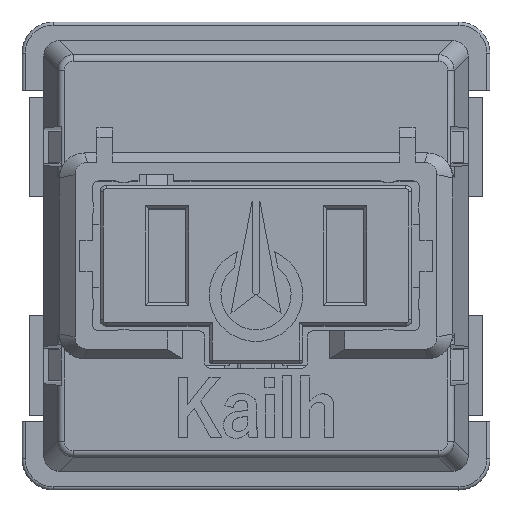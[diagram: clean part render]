
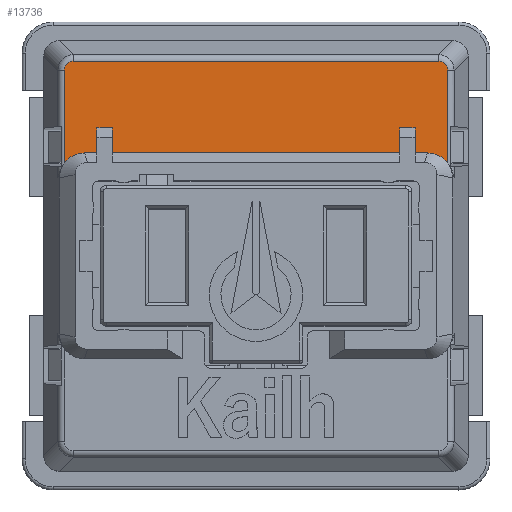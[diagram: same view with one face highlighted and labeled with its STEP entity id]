
A CAD part, top view. The second image highlights one B-rep face of the part: STEP entity #13736.
In plain terms, the highlighted planar face has unit normal (0, 0, 1).
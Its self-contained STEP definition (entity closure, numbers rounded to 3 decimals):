
#10080 = VERTEX_POINT('',#10081);
#10081 = CARTESIAN_POINT('',(6.142,2.977,2.));
#10098 = VERTEX_POINT('',#10099);
#10099 = CARTESIAN_POINT('',(6.142,5.95,2.));
#10106 = EDGE_CURVE('',#10080,#10098,#10107,.T.);
#10107 = LINE('',#10108,#10109);
#10108 = CARTESIAN_POINT('',(6.142,2.5,2.));
#10109 = VECTOR('',#10110,1.);
#10110 = DIRECTION('',(0.,1.,0.));
#10864 = VERTEX_POINT('',#10865);
#10865 = CARTESIAN_POINT('',(-6.142,2.977,2.));
#10882 = EDGE_CURVE('',#10864,#10883,#10885,.T.);
#10883 = VERTEX_POINT('',#10884);
#10884 = CARTESIAN_POINT('',(-6.142,5.95,2.));
#10885 = LINE('',#10886,#10887);
#10886 = CARTESIAN_POINT('',(-6.142,2.5,2.));
#10887 = VECTOR('',#10888,1.);
#10888 = DIRECTION('',(0.,1.,0.));
#13736 = ADVANCED_FACE('',(#13737),#13853,.T.);
#13737 = FACE_BOUND('',#13738,.T.);
#13738 = EDGE_LOOP('',(#13739,#13740,#13749,#13757,#13765,#13773,#13781,
    #13789,#13797,#13805,#13813,#13821,#13828,#13829,#13838,#13846));
#13739 = ORIENTED_EDGE('',*,*,#10882,.F.);
#13740 = ORIENTED_EDGE('',*,*,#13741,.F.);
#13741 = EDGE_CURVE('',#13742,#10864,#13744,.T.);
#13742 = VERTEX_POINT('',#13743);
#13743 = CARTESIAN_POINT('',(-5.5,3.3,2.));
#13744 = CIRCLE('',#13745,0.8);
#13745 = AXIS2_PLACEMENT_3D('',#13746,#13747,#13748);
#13746 = CARTESIAN_POINT('',(-5.5,2.5,2.));
#13747 = DIRECTION('',(0.,0.,1.));
#13748 = DIRECTION('',(1.,0.,-0.));
#13749 = ORIENTED_EDGE('',*,*,#13750,.T.);
#13750 = EDGE_CURVE('',#13742,#13751,#13753,.T.);
#13751 = VERTEX_POINT('',#13752);
#13752 = CARTESIAN_POINT('',(-5.1,3.3,2.));
#13753 = LINE('',#13754,#13755);
#13754 = CARTESIAN_POINT('',(-5.5,3.3,2.));
#13755 = VECTOR('',#13756,1.);
#13756 = DIRECTION('',(1.,0.,0.));
#13757 = ORIENTED_EDGE('',*,*,#13758,.T.);
#13758 = EDGE_CURVE('',#13751,#13759,#13761,.T.);
#13759 = VERTEX_POINT('',#13760);
#13760 = CARTESIAN_POINT('',(-5.1,4.1,2.));
#13761 = LINE('',#13762,#13763);
#13762 = CARTESIAN_POINT('',(-5.1,3.3,2.));
#13763 = VECTOR('',#13764,1.);
#13764 = DIRECTION('',(0.,1.,0.));
#13765 = ORIENTED_EDGE('',*,*,#13766,.T.);
#13766 = EDGE_CURVE('',#13759,#13767,#13769,.T.);
#13767 = VERTEX_POINT('',#13768);
#13768 = CARTESIAN_POINT('',(-4.6,4.1,2.));
#13769 = LINE('',#13770,#13771);
#13770 = CARTESIAN_POINT('',(-5.1,4.1,2.));
#13771 = VECTOR('',#13772,1.);
#13772 = DIRECTION('',(1.,0.,0.));
#13773 = ORIENTED_EDGE('',*,*,#13774,.T.);
#13774 = EDGE_CURVE('',#13767,#13775,#13777,.T.);
#13775 = VERTEX_POINT('',#13776);
#13776 = CARTESIAN_POINT('',(-4.6,3.3,2.));
#13777 = LINE('',#13778,#13779);
#13778 = CARTESIAN_POINT('',(-4.6,4.1,2.));
#13779 = VECTOR('',#13780,1.);
#13780 = DIRECTION('',(0.,-1.,0.));
#13781 = ORIENTED_EDGE('',*,*,#13782,.T.);
#13782 = EDGE_CURVE('',#13775,#13783,#13785,.T.);
#13783 = VERTEX_POINT('',#13784);
#13784 = CARTESIAN_POINT('',(4.6,3.3,2.));
#13785 = LINE('',#13786,#13787);
#13786 = CARTESIAN_POINT('',(-4.6,3.3,2.));
#13787 = VECTOR('',#13788,1.);
#13788 = DIRECTION('',(1.,0.,0.));
#13789 = ORIENTED_EDGE('',*,*,#13790,.T.);
#13790 = EDGE_CURVE('',#13783,#13791,#13793,.T.);
#13791 = VERTEX_POINT('',#13792);
#13792 = CARTESIAN_POINT('',(4.6,4.1,2.));
#13793 = LINE('',#13794,#13795);
#13794 = CARTESIAN_POINT('',(4.6,3.3,2.));
#13795 = VECTOR('',#13796,1.);
#13796 = DIRECTION('',(0.,1.,0.));
#13797 = ORIENTED_EDGE('',*,*,#13798,.T.);
#13798 = EDGE_CURVE('',#13791,#13799,#13801,.T.);
#13799 = VERTEX_POINT('',#13800);
#13800 = CARTESIAN_POINT('',(5.1,4.1,2.));
#13801 = LINE('',#13802,#13803);
#13802 = CARTESIAN_POINT('',(4.6,4.1,2.));
#13803 = VECTOR('',#13804,1.);
#13804 = DIRECTION('',(1.,0.,0.));
#13805 = ORIENTED_EDGE('',*,*,#13806,.T.);
#13806 = EDGE_CURVE('',#13799,#13807,#13809,.T.);
#13807 = VERTEX_POINT('',#13808);
#13808 = CARTESIAN_POINT('',(5.1,3.3,2.));
#13809 = LINE('',#13810,#13811);
#13810 = CARTESIAN_POINT('',(5.1,4.1,2.));
#13811 = VECTOR('',#13812,1.);
#13812 = DIRECTION('',(0.,-1.,0.));
#13813 = ORIENTED_EDGE('',*,*,#13814,.T.);
#13814 = EDGE_CURVE('',#13807,#13815,#13817,.T.);
#13815 = VERTEX_POINT('',#13816);
#13816 = CARTESIAN_POINT('',(5.5,3.3,2.));
#13817 = LINE('',#13818,#13819);
#13818 = CARTESIAN_POINT('',(5.1,3.3,2.));
#13819 = VECTOR('',#13820,1.);
#13820 = DIRECTION('',(1.,0.,0.));
#13821 = ORIENTED_EDGE('',*,*,#13822,.F.);
#13822 = EDGE_CURVE('',#10080,#13815,#13823,.T.);
#13823 = CIRCLE('',#13824,0.8);
#13824 = AXIS2_PLACEMENT_3D('',#13825,#13826,#13827);
#13825 = CARTESIAN_POINT('',(5.5,2.5,2.));
#13826 = DIRECTION('',(0.,0.,1.));
#13827 = DIRECTION('',(1.,0.,-0.));
#13828 = ORIENTED_EDGE('',*,*,#10106,.T.);
#13829 = ORIENTED_EDGE('',*,*,#13830,.T.);
#13830 = EDGE_CURVE('',#10098,#13831,#13833,.T.);
#13831 = VERTEX_POINT('',#13832);
#13832 = CARTESIAN_POINT('',(5.85,6.242,2.));
#13833 = CIRCLE('',#13834,0.292);
#13834 = AXIS2_PLACEMENT_3D('',#13835,#13836,#13837);
#13835 = CARTESIAN_POINT('',(5.85,5.95,2.));
#13836 = DIRECTION('',(0.,-0.,1.));
#13837 = DIRECTION('',(1.,0.,0.));
#13838 = ORIENTED_EDGE('',*,*,#13839,.F.);
#13839 = EDGE_CURVE('',#13840,#13831,#13842,.T.);
#13840 = VERTEX_POINT('',#13841);
#13841 = CARTESIAN_POINT('',(-5.85,6.242,2.));
#13842 = LINE('',#13843,#13844);
#13843 = CARTESIAN_POINT('',(-7.5,6.242,2.));
#13844 = VECTOR('',#13845,1.);
#13845 = DIRECTION('',(1.,0.,0.));
#13846 = ORIENTED_EDGE('',*,*,#13847,.F.);
#13847 = EDGE_CURVE('',#10883,#13840,#13848,.T.);
#13848 = CIRCLE('',#13849,0.292);
#13849 = AXIS2_PLACEMENT_3D('',#13850,#13851,#13852);
#13850 = CARTESIAN_POINT('',(-5.85,5.95,2.));
#13851 = DIRECTION('',(0.,0.,-1.));
#13852 = DIRECTION('',(-1.,0.,0.));
#13853 = PLANE('',#13854);
#13854 = AXIS2_PLACEMENT_3D('',#13855,#13856,#13857);
#13855 = CARTESIAN_POINT('',(-6.3,10.,2.));
#13856 = DIRECTION('',(0.,0.,1.));
#13857 = DIRECTION('',(1.,0.,0.));
